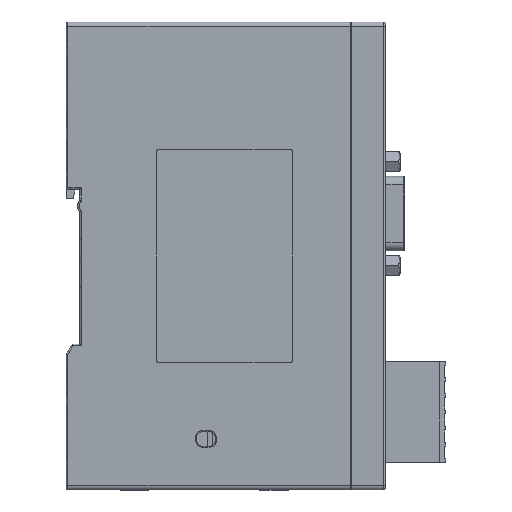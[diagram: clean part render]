
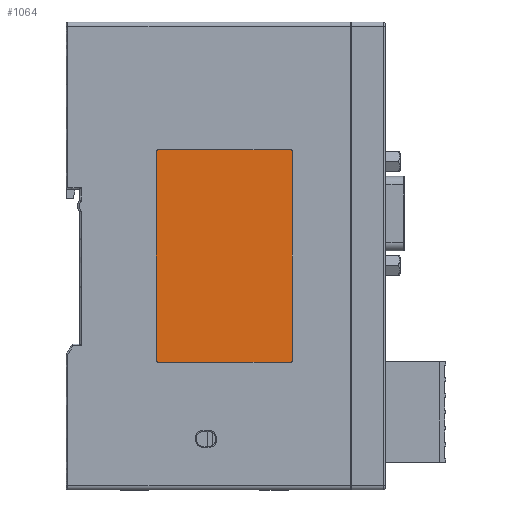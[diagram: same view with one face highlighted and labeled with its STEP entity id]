
A CAD part, left-side view. The second image highlights one B-rep face of the part: STEP entity #1064.
In plain terms, the highlighted free-form (B-spline) face has degree [1, 1] with [2, 2] control points.
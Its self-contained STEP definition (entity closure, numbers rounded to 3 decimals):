
#13=B_SPLINE_SURFACE_WITH_KNOTS('',1,1,((#44449,#44450),(#44451,#44452)),
 .UNSPECIFIED.,.F.,.F.,.F.,(2,2),(2,2),(48.988,89.172),
(-80.369,-18.585),.UNSPECIFIED.);
#1064=ADVANCED_FACE('',(#2710),#13,.T.);
#2710=FACE_OUTER_BOUND('',#4401,.T.);
#4401=EDGE_LOOP('',(#9784,#9785,#9786,#9787,#9788,#9789,#9790,#9791));
#9784=ORIENTED_EDGE('',*,*,#16746,.T.);
#9785=ORIENTED_EDGE('',*,*,#16752,.T.);
#9786=ORIENTED_EDGE('',*,*,#16748,.T.);
#9787=ORIENTED_EDGE('',*,*,#16754,.T.);
#9788=ORIENTED_EDGE('',*,*,#16739,.T.);
#9789=ORIENTED_EDGE('',*,*,#16756,.T.);
#9790=ORIENTED_EDGE('',*,*,#16742,.T.);
#9791=ORIENTED_EDGE('',*,*,#16758,.T.);
#16739=EDGE_CURVE('',#25167,#25168,#21567,.T.);
#16742=EDGE_CURVE('',#25169,#25170,#21570,.T.);
#16746=EDGE_CURVE('',#25172,#25171,#21574,.T.);
#16748=EDGE_CURVE('',#25173,#25174,#21576,.T.);
#16752=EDGE_CURVE('',#25171,#25173,#19633,.T.);
#16754=EDGE_CURVE('',#25174,#25167,#19635,.T.);
#16756=EDGE_CURVE('',#25168,#25169,#19637,.T.);
#16758=EDGE_CURVE('',#25170,#25172,#19639,.T.);
#19633=(
BOUNDED_CURVE()
B_SPLINE_CURVE(2,(#47949,#47950,#47951),.UNSPECIFIED.,.F.,.F.)
B_SPLINE_CURVE_WITH_KNOTS((3,3),(0.,0.785),.UNSPECIFIED.)
CURVE()
GEOMETRIC_REPRESENTATION_ITEM()
RATIONAL_B_SPLINE_CURVE((1.,0.707,1.))
REPRESENTATION_ITEM('')
);
#19635=(
BOUNDED_CURVE()
B_SPLINE_CURVE(2,(#47955,#47956,#47957),.UNSPECIFIED.,.F.,.F.)
B_SPLINE_CURVE_WITH_KNOTS((3,3),(0.,0.785),.UNSPECIFIED.)
CURVE()
GEOMETRIC_REPRESENTATION_ITEM()
RATIONAL_B_SPLINE_CURVE((1.,0.707,1.))
REPRESENTATION_ITEM('')
);
#19637=(
BOUNDED_CURVE()
B_SPLINE_CURVE(2,(#47961,#47962,#47963),.UNSPECIFIED.,.F.,.F.)
B_SPLINE_CURVE_WITH_KNOTS((3,3),(0.,0.785),.UNSPECIFIED.)
CURVE()
GEOMETRIC_REPRESENTATION_ITEM()
RATIONAL_B_SPLINE_CURVE((1.,0.707,1.))
REPRESENTATION_ITEM('')
);
#19639=(
BOUNDED_CURVE()
B_SPLINE_CURVE(2,(#47967,#47968,#47969),.UNSPECIFIED.,.F.,.F.)
B_SPLINE_CURVE_WITH_KNOTS((3,3),(0.,0.785),.UNSPECIFIED.)
CURVE()
GEOMETRIC_REPRESENTATION_ITEM()
RATIONAL_B_SPLINE_CURVE((1.,0.707,1.))
REPRESENTATION_ITEM('')
);
#21567=B_SPLINE_CURVE_WITH_KNOTS('',1,(#47922,#47923),.UNSPECIFIED.,.F.,
 .F.,(2,2),(-49.,0.),.UNSPECIFIED.);
#21570=B_SPLINE_CURVE_WITH_KNOTS('',1,(#47928,#47929),.UNSPECIFIED.,.F.,
 .F.,(2,2),(-31.,0.),.UNSPECIFIED.);
#21574=B_SPLINE_CURVE_WITH_KNOTS('',1,(#47936,#47937),.UNSPECIFIED.,.F.,
 .F.,(2,2),(-49.,0.),.UNSPECIFIED.);
#21576=B_SPLINE_CURVE_WITH_KNOTS('',1,(#47940,#47941),.UNSPECIFIED.,.F.,
 .F.,(2,2),(-31.,0.),.UNSPECIFIED.);
#25167=VERTEX_POINT('',#46224);
#25168=VERTEX_POINT('',#46225);
#25169=VERTEX_POINT('',#46226);
#25170=VERTEX_POINT('',#46227);
#25171=VERTEX_POINT('',#46228);
#25172=VERTEX_POINT('',#46229);
#25173=VERTEX_POINT('',#46230);
#25174=VERTEX_POINT('',#46231);
#44449=CARTESIAN_POINT('',(207.823,-48.988,-80.369));
#44450=CARTESIAN_POINT('',(207.823,-48.988,-18.585));
#44451=CARTESIAN_POINT('',(207.823,-89.172,-80.369));
#44452=CARTESIAN_POINT('',(207.823,-89.172,-18.585));
#46224=CARTESIAN_POINT('',(207.823,-85.08,-73.977));
#46225=CARTESIAN_POINT('',(207.823,-85.08,-24.977));
#46226=CARTESIAN_POINT('',(207.823,-84.58,-24.477));
#46227=CARTESIAN_POINT('',(207.823,-53.58,-24.477));
#46228=CARTESIAN_POINT('',(207.823,-53.08,-73.977));
#46229=CARTESIAN_POINT('',(207.823,-53.08,-24.977));
#46230=CARTESIAN_POINT('',(207.823,-53.58,-74.477));
#46231=CARTESIAN_POINT('',(207.823,-84.58,-74.477));
#47922=CARTESIAN_POINT('',(207.823,-85.08,-73.977));
#47923=CARTESIAN_POINT('',(207.823,-85.08,-24.977));
#47928=CARTESIAN_POINT('',(207.823,-84.58,-24.477));
#47929=CARTESIAN_POINT('',(207.823,-53.58,-24.477));
#47936=CARTESIAN_POINT('',(207.823,-53.08,-24.977));
#47937=CARTESIAN_POINT('',(207.823,-53.08,-73.977));
#47940=CARTESIAN_POINT('',(207.823,-53.58,-74.477));
#47941=CARTESIAN_POINT('',(207.823,-84.58,-74.477));
#47949=CARTESIAN_POINT('',(207.823,-53.08,-73.977));
#47950=CARTESIAN_POINT('',(207.823,-53.08,-74.477));
#47951=CARTESIAN_POINT('',(207.823,-53.58,-74.477));
#47955=CARTESIAN_POINT('',(207.823,-84.58,-74.477));
#47956=CARTESIAN_POINT('',(207.823,-85.08,-74.477));
#47957=CARTESIAN_POINT('',(207.823,-85.08,-73.977));
#47961=CARTESIAN_POINT('',(207.823,-85.08,-24.977));
#47962=CARTESIAN_POINT('',(207.823,-85.08,-24.477));
#47963=CARTESIAN_POINT('',(207.823,-84.58,-24.477));
#47967=CARTESIAN_POINT('',(207.823,-53.58,-24.477));
#47968=CARTESIAN_POINT('',(207.823,-53.08,-24.477));
#47969=CARTESIAN_POINT('',(207.823,-53.08,-24.977));
